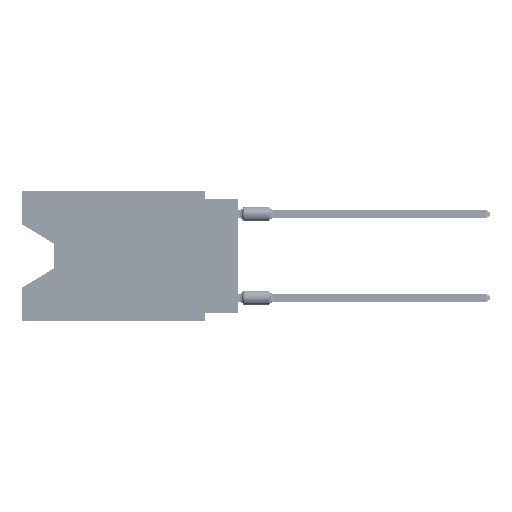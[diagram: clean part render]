
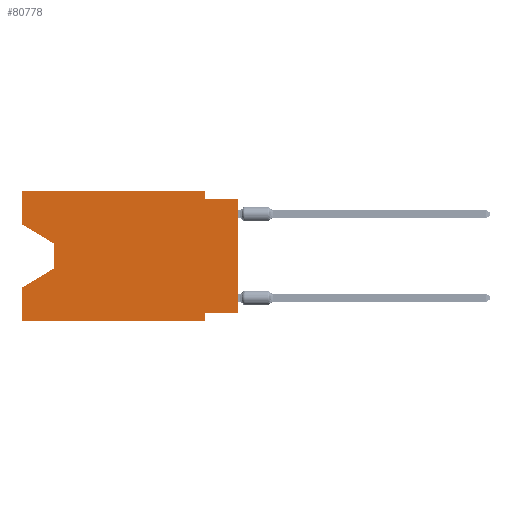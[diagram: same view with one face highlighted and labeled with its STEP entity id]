
A CAD part, left-side view. The second image highlights one B-rep face of the part: STEP entity #80778.
In plain terms, the highlighted planar face has unit normal (-1, 0, 0).
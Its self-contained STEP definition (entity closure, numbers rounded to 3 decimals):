
#468 = DIRECTION ( 'NONE',  ( 0., 0., 1. ) ) ;
#631 = CARTESIAN_POINT ( 'NONE',  ( 0., 13.97, -4.013 ) ) ;
#1200 = VERTEX_POINT ( 'NONE', #72430 ) ;
#2868 = LINE ( 'NONE', #80094, #29896 ) ;
#4105 = EDGE_CURVE ( 'NONE', #77429, #25105, #19241, .T. ) ;
#6641 = DIRECTION ( 'NONE',  ( 0., -1., 0. ) ) ;
#7107 = DIRECTION ( 'NONE',  ( 0., 0., -1. ) ) ;
#8771 = ORIENTED_EDGE ( 'NONE', *, *, #62650, .F. ) ;
#10170 = EDGE_CURVE ( 'NONE', #13451, #65115, #78549, .T. ) ;
#10973 = EDGE_CURVE ( 'NONE', #79190, #71587, #44306, .T. ) ;
#11715 = ORIENTED_EDGE ( 'NONE', *, *, #46693, .F. ) ;
#12126 = CARTESIAN_POINT ( 'NONE',  ( 0., 0., -9.271 ) ) ;
#12216 = VECTOR ( 'NONE', #26266, 1000. ) ;
#12547 = DIRECTION ( 'NONE',  ( 0., 0.855, -0.519 ) ) ;
#12885 = DIRECTION ( 'NONE',  ( 1., 0., 0. ) ) ;
#13451 = VERTEX_POINT ( 'NONE', #18286 ) ;
#13851 = CARTESIAN_POINT ( 'NONE',  ( 0., 0., -9.271 ) ) ;
#14347 = DIRECTION ( 'NONE',  ( 0., 0., -1. ) ) ;
#15039 = VECTOR ( 'NONE', #65329, 1000. ) ;
#15305 = ORIENTED_EDGE ( 'NONE', *, *, #39473, .F. ) ;
#18283 = CARTESIAN_POINT ( 'NONE',  ( 0., 13.97, -5.893 ) ) ;
#18286 = CARTESIAN_POINT ( 'NONE',  ( 0., 2.54, -0.635 ) ) ;
#19033 = LINE ( 'NONE', #44220, #21685 ) ;
#19241 = LINE ( 'NONE', #52254, #36890 ) ;
#19482 = CARTESIAN_POINT ( 'NONE',  ( 0., 16.383, 0. ) ) ;
#20449 = DIRECTION ( 'NONE',  ( 0., 0., 1. ) ) ;
#21685 = VECTOR ( 'NONE', #6641, 1000. ) ;
#22394 = VERTEX_POINT ( 'NONE', #18283 ) ;
#22545 = CARTESIAN_POINT ( 'NONE',  ( 0., 16.383, -2.546 ) ) ;
#23173 = VECTOR ( 'NONE', #468, 1000. ) ;
#23484 = DIRECTION ( 'NONE',  ( 0., 0., -1. ) ) ;
#25105 = VERTEX_POINT ( 'NONE', #48547 ) ;
#25505 = CARTESIAN_POINT ( 'NONE',  ( 0., 16.383, -9.906 ) ) ;
#26266 = DIRECTION ( 'NONE',  ( 0., 1., 0. ) ) ;
#26361 = LINE ( 'NONE', #58580, #36547 ) ;
#29440 = LINE ( 'NONE', #57087, #50942 ) ;
#29726 = EDGE_CURVE ( 'NONE', #59678, #65115, #35229, .T. ) ;
#29896 = VECTOR ( 'NONE', #23484, 1000. ) ;
#30229 = VERTEX_POINT ( 'NONE', #64824 ) ;
#31445 = LINE ( 'NONE', #57064, #23173 ) ;
#35229 = LINE ( 'NONE', #36041, #51518 ) ;
#36041 = CARTESIAN_POINT ( 'NONE',  ( 0., 0., 0. ) ) ;
#36547 = VECTOR ( 'NONE', #14347, 1000. ) ;
#36890 = VECTOR ( 'NONE', #20449, 1000. ) ;
#37086 = VECTOR ( 'NONE', #12547, 1000. ) ;
#37417 = ORIENTED_EDGE ( 'NONE', *, *, #10973, .T. ) ;
#39308 = EDGE_CURVE ( 'NONE', #71587, #22394, #2868, .T. ) ;
#39473 = EDGE_CURVE ( 'NONE', #30229, #1200, #26361, .T. ) ;
#40578 = CARTESIAN_POINT ( 'NONE',  ( 0., 16.383, -2.546 ) ) ;
#40922 = CARTESIAN_POINT ( 'NONE',  ( 0., 0., -0.635 ) ) ;
#41380 = VERTEX_POINT ( 'NONE', #19482 ) ;
#42405 = DIRECTION ( 'NONE',  ( 0., -1., 0. ) ) ;
#42709 = CARTESIAN_POINT ( 'NONE',  ( 0., 0., -0.635 ) ) ;
#44220 = CARTESIAN_POINT ( 'NONE',  ( 0., 16.383, 0. ) ) ;
#44306 = LINE ( 'NONE', #22545, #69258 ) ;
#45177 = EDGE_CURVE ( 'NONE', #22394, #25105, #68308, .T. ) ;
#46693 = EDGE_CURVE ( 'NONE', #59678, #30229, #75868, .T. ) ;
#47740 = DIRECTION ( 'NONE',  ( 0., -0.855, -0.519 ) ) ;
#47998 = ORIENTED_EDGE ( 'NONE', *, *, #39308, .T. ) ;
#48547 = CARTESIAN_POINT ( 'NONE',  ( 0., 16.383, -7.36 ) ) ;
#50942 = VECTOR ( 'NONE', #75689, 1000. ) ;
#51518 = VECTOR ( 'NONE', #78618, 1000. ) ;
#52254 = CARTESIAN_POINT ( 'NONE',  ( 0., 16.383, 0. ) ) ;
#52439 = EDGE_CURVE ( 'NONE', #63080, #13451, #29440, .T. ) ;
#53994 = AXIS2_PLACEMENT_3D ( 'NONE', #55882, #12885, #7107 ) ;
#54406 = CARTESIAN_POINT ( 'NONE',  ( 0., 16.383, -9.906 ) ) ;
#55882 = CARTESIAN_POINT ( 'NONE',  ( 0., 16.383, 0. ) ) ;
#57064 = CARTESIAN_POINT ( 'NONE',  ( 0., 16.383, 0. ) ) ;
#57075 = ORIENTED_EDGE ( 'NONE', *, *, #52439, .F. ) ;
#57087 = CARTESIAN_POINT ( 'NONE',  ( 0., 2.54, 0. ) ) ;
#57765 = ORIENTED_EDGE ( 'NONE', *, *, #78513, .T. ) ;
#58125 = ORIENTED_EDGE ( 'NONE', *, *, #4105, .F. ) ;
#58580 = CARTESIAN_POINT ( 'NONE',  ( 0., 2.54, -9.906 ) ) ;
#59678 = VERTEX_POINT ( 'NONE', #12126 ) ;
#60188 = VECTOR ( 'NONE', #42405, 1000. ) ;
#62482 = PLANE ( 'NONE',  #53994 ) ;
#62650 = EDGE_CURVE ( 'NONE', #41380, #63080, #19033, .T. ) ;
#63080 = VERTEX_POINT ( 'NONE', #70955 ) ;
#63888 = EDGE_CURVE ( 'NONE', #79190, #41380, #31445, .T. ) ;
#64566 = ORIENTED_EDGE ( 'NONE', *, *, #45177, .T. ) ;
#64824 = CARTESIAN_POINT ( 'NONE',  ( 0., 2.54, -9.271 ) ) ;
#65115 = VERTEX_POINT ( 'NONE', #42709 ) ;
#65329 = DIRECTION ( 'NONE',  ( 0., -1., 0. ) ) ;
#68308 = LINE ( 'NONE', #74934, #37086 ) ;
#69258 = VECTOR ( 'NONE', #47740, 1000. ) ;
#70304 = FACE_OUTER_BOUND ( 'NONE', #71403, .T. ) ;
#70955 = CARTESIAN_POINT ( 'NONE',  ( 0., 2.54, 0. ) ) ;
#71403 = EDGE_LOOP ( 'NONE', ( #37417, #47998, #64566, #58125, #57765, #15305, #11715, #73602, #72474, #57075, #8771, #80258 ) ) ;
#71587 = VERTEX_POINT ( 'NONE', #631 ) ;
#72430 = CARTESIAN_POINT ( 'NONE',  ( 0., 2.54, -9.906 ) ) ;
#72474 = ORIENTED_EDGE ( 'NONE', *, *, #10170, .F. ) ;
#73602 = ORIENTED_EDGE ( 'NONE', *, *, #29726, .T. ) ;
#74934 = CARTESIAN_POINT ( 'NONE',  ( 0., 13.97, -5.893 ) ) ;
#75689 = DIRECTION ( 'NONE',  ( 0., 0., -1. ) ) ;
#75868 = LINE ( 'NONE', #13851, #12216 ) ;
#77429 = VERTEX_POINT ( 'NONE', #25505 ) ;
#78513 = EDGE_CURVE ( 'NONE', #77429, #1200, #80030, .T. ) ;
#78549 = LINE ( 'NONE', #40922, #15039 ) ;
#78618 = DIRECTION ( 'NONE',  ( 0., 0., 1. ) ) ;
#79190 = VERTEX_POINT ( 'NONE', #40578 ) ;
#80030 = LINE ( 'NONE', #54406, #60188 ) ;
#80094 = CARTESIAN_POINT ( 'NONE',  ( 0., 13.97, -4.013 ) ) ;
#80258 = ORIENTED_EDGE ( 'NONE', *, *, #63888, .F. ) ;
#80778 = ADVANCED_FACE ( 'NONE', ( #70304 ), #62482, .F. ) ;
